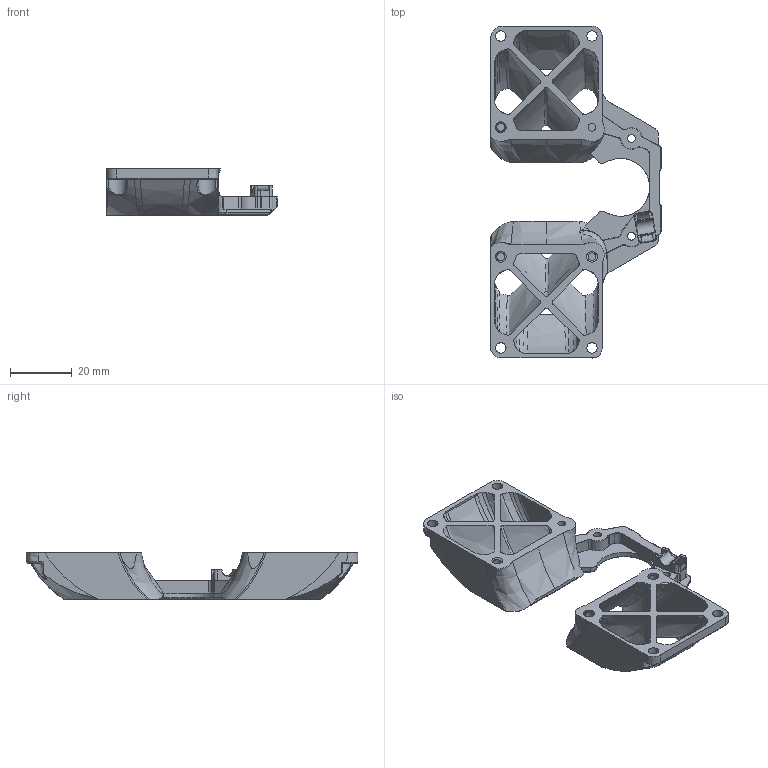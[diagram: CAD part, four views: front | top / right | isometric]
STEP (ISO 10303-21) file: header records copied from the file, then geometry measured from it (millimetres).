
FILE_DESCRIPTION(/* description */ (''),/* implementation_level */ '2;1');
FILE_NAME(/* name */ 'Jaguar SLM Duct.step',/* time_stamp */ '2024-05-03T09:33:10-04:00',/* author */ (''),/* organization */ (''),/* preprocessor_version */ 'ST-DEVELOPER v20',/* originating_system */ 'Autodesk Translation Framework v12.20.1.177',/* authorisation */ '');
FILE_SCHEMA (('AUTOMOTIVE_DESIGN { 1 0 10303 214 3 1 1 }'));
Length unit declared in the file: millimetre
Products named in the file (1): Jaguar SLM Duct 
Bounding box: 55.16 x 107.4 x 15 mm (x, y, z)
Volume: 15500 mm3; surface area: 16466 mm2
Topology: 1 solids, 1 shells, 367 faces, 1107 edges, 740 vertices
Faces by surface type: bspline 179, cylinder 85, plane 63, torus 28, cone 8, sphere 4
Full cylindrical faces by diameter (mm): 2.529 x6, 3.4 x4
Entity records: 27183 total; most frequent: CARTESIAN_POINT 18511, ORIENTED_EDGE 2208, DIRECTION 1207, EDGE_CURVE 1104, VERTEX_POINT 740, B_SPLINE_CURVE_WITH_KNOTS 556, AXIS2_PLACEMENT_3D 470, EDGE_LOOP 398
